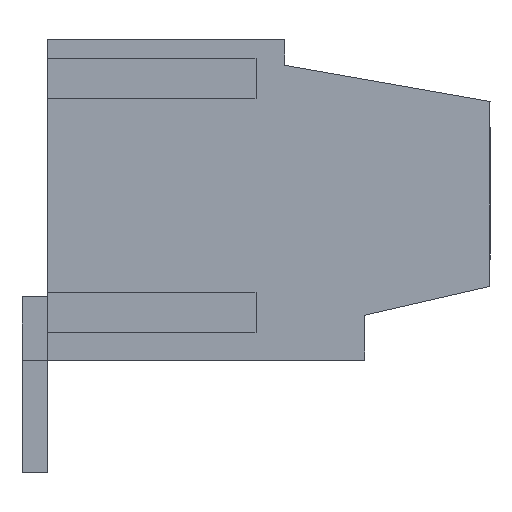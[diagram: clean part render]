
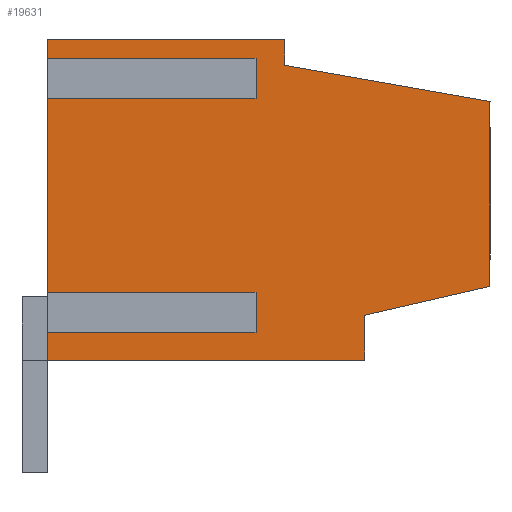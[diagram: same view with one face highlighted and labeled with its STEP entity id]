
A CAD part, left-side view. The second image highlights one B-rep face of the part: STEP entity #19631.
In plain terms, the highlighted planar face has unit normal (-1, 0, 0).
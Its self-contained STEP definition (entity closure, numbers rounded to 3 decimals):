
#19568=AXIS2_PLACEMENT_3D('Plane Axis2P3D',#19565,#19566,#19567) ;
#18526=CARTESIAN_POINT('Vertex',(0.55,13.8,3.5)) ;
#18529=CARTESIAN_POINT('Line Origine',(0.55,13.8,4.097)) ;
#18533=CARTESIAN_POINT('Vertex',(0.55,13.8,4.694)) ;
#18554=CARTESIAN_POINT('Vertex',(0.55,13.8,5.306)) ;
#18557=CARTESIAN_POINT('Line Origine',(0.55,13.8,8.65)) ;
#18561=CARTESIAN_POINT('Vertex',(0.55,13.8,11.994)) ;
#18582=CARTESIAN_POINT('Vertex',(0.55,13.8,12.606)) ;
#18585=CARTESIAN_POINT('Line Origine',(0.55,13.8,13.053)) ;
#18589=CARTESIAN_POINT('Vertex',(0.55,13.8,13.5)) ;
#19037=CARTESIAN_POINT('Line Origine',(0.55,10.1,13.5)) ;
#19041=CARTESIAN_POINT('Vertex',(0.55,6.4,13.5)) ;
#19130=CARTESIAN_POINT('Line Origine',(0.55,6.4,13.1)) ;
#19134=CARTESIAN_POINT('Vertex',(0.55,6.4,12.7)) ;
#19155=CARTESIAN_POINT('Line Origine',(0.55,3.2,12.136)) ;
#19159=CARTESIAN_POINT('Vertex',(0.55,0.,11.572)) ;
#19180=CARTESIAN_POINT('Line Origine',(0.55,0.,8.686)) ;
#19184=CARTESIAN_POINT('Vertex',(0.55,0.,5.8)) ;
#19325=CARTESIAN_POINT('Line Origine',(0.55,1.95,5.35)) ;
#19329=CARTESIAN_POINT('Vertex',(0.55,3.9,4.9)) ;
#19460=CARTESIAN_POINT('Vertex',(0.55,3.9,3.5)) ;
#19463=CARTESIAN_POINT('Line Origine',(0.55,8.85,3.5)) ;
#19565=CARTESIAN_POINT('Axis2P3D Location',(0.55,14.6,0.)) ;
#19570=CARTESIAN_POINT('Line Origine',(0.55,10.55,5.306)) ;
#19574=CARTESIAN_POINT('Vertex',(0.55,7.3,5.306)) ;
#19577=CARTESIAN_POINT('Line Origine',(0.55,7.3,5.)) ;
#19581=CARTESIAN_POINT('Vertex',(0.55,7.3,4.694)) ;
#19584=CARTESIAN_POINT('Line Origine',(0.55,10.55,4.694)) ;
#19589=CARTESIAN_POINT('Line Origine',(0.55,3.9,4.2)) ;
#19594=CARTESIAN_POINT('Line Origine',(0.55,10.55,12.606)) ;
#19598=CARTESIAN_POINT('Vertex',(0.55,7.3,12.606)) ;
#19601=CARTESIAN_POINT('Line Origine',(0.55,7.3,12.3)) ;
#19605=CARTESIAN_POINT('Vertex',(0.55,7.3,11.994)) ;
#19608=CARTESIAN_POINT('Line Origine',(0.55,10.55,11.994)) ;
#18530=DIRECTION('Vector Direction',(0.,0.,-1.)) ;
#18558=DIRECTION('Vector Direction',(0.,0.,-1.)) ;
#18586=DIRECTION('Vector Direction',(0.,0.,-1.)) ;
#19038=DIRECTION('Vector Direction',(0.,1.,0.)) ;
#19131=DIRECTION('Vector Direction',(0.,0.,1.)) ;
#19156=DIRECTION('Vector Direction',(0.,0.985,0.174)) ;
#19181=DIRECTION('Vector Direction',(0.,0.,1.)) ;
#19326=DIRECTION('Vector Direction',(0.,-0.974,0.225)) ;
#19464=DIRECTION('Vector Direction',(0.,-1.,0.)) ;
#19566=DIRECTION('Axis2P3D Direction',(-1.,0.,0.)) ;
#19567=DIRECTION('Axis2P3D XDirection',(0.,1.,0.)) ;
#19571=DIRECTION('Vector Direction',(0.,-1.,0.)) ;
#19578=DIRECTION('Vector Direction',(0.,0.,-1.)) ;
#19585=DIRECTION('Vector Direction',(0.,-1.,0.)) ;
#19590=DIRECTION('Vector Direction',(0.,0.,1.)) ;
#19595=DIRECTION('Vector Direction',(0.,-1.,0.)) ;
#19602=DIRECTION('Vector Direction',(0.,0.,-1.)) ;
#19609=DIRECTION('Vector Direction',(0.,-1.,0.)) ;
#18531=VECTOR('Line Direction',#18530,1.) ;
#18559=VECTOR('Line Direction',#18558,1.) ;
#18587=VECTOR('Line Direction',#18586,1.) ;
#19039=VECTOR('Line Direction',#19038,1.) ;
#19132=VECTOR('Line Direction',#19131,1.) ;
#19157=VECTOR('Line Direction',#19156,1.) ;
#19182=VECTOR('Line Direction',#19181,1.) ;
#19327=VECTOR('Line Direction',#19326,1.) ;
#19465=VECTOR('Line Direction',#19464,1.) ;
#19572=VECTOR('Line Direction',#19571,1.) ;
#19579=VECTOR('Line Direction',#19578,1.) ;
#19586=VECTOR('Line Direction',#19585,1.) ;
#19591=VECTOR('Line Direction',#19590,1.) ;
#19596=VECTOR('Line Direction',#19595,1.) ;
#19603=VECTOR('Line Direction',#19602,1.) ;
#19610=VECTOR('Line Direction',#19609,1.) ;
#19614=ORIENTED_EDGE('',*,*,#18563,.T.) ;
#19615=ORIENTED_EDGE('',*,*,#19576,.T.) ;
#19616=ORIENTED_EDGE('',*,*,#19583,.T.) ;
#19617=ORIENTED_EDGE('',*,*,#19588,.F.) ;
#19618=ORIENTED_EDGE('',*,*,#18535,.T.) ;
#19619=ORIENTED_EDGE('',*,*,#19467,.T.) ;
#19620=ORIENTED_EDGE('',*,*,#19593,.T.) ;
#19621=ORIENTED_EDGE('',*,*,#19331,.T.) ;
#19622=ORIENTED_EDGE('',*,*,#19186,.T.) ;
#19623=ORIENTED_EDGE('',*,*,#19161,.T.) ;
#19624=ORIENTED_EDGE('',*,*,#19136,.T.) ;
#19625=ORIENTED_EDGE('',*,*,#19043,.T.) ;
#19626=ORIENTED_EDGE('',*,*,#18591,.T.) ;
#19627=ORIENTED_EDGE('',*,*,#19600,.T.) ;
#19628=ORIENTED_EDGE('',*,*,#19607,.T.) ;
#19629=ORIENTED_EDGE('',*,*,#19612,.F.) ;
#19631=ADVANCED_FACE('HOUSING',(#19630),#19569,.T.) ;
#18535=EDGE_CURVE('',#18534,#18527,#18532,.T.) ;
#18563=EDGE_CURVE('',#18562,#18555,#18560,.T.) ;
#18591=EDGE_CURVE('',#18590,#18583,#18588,.T.) ;
#19043=EDGE_CURVE('',#19042,#18590,#19040,.T.) ;
#19136=EDGE_CURVE('',#19135,#19042,#19133,.T.) ;
#19161=EDGE_CURVE('',#19160,#19135,#19158,.T.) ;
#19186=EDGE_CURVE('',#19185,#19160,#19183,.T.) ;
#19331=EDGE_CURVE('',#19330,#19185,#19328,.T.) ;
#19467=EDGE_CURVE('',#18527,#19461,#19466,.T.) ;
#19576=EDGE_CURVE('',#18555,#19575,#19573,.T.) ;
#19583=EDGE_CURVE('',#19575,#19582,#19580,.T.) ;
#19588=EDGE_CURVE('',#18534,#19582,#19587,.T.) ;
#19593=EDGE_CURVE('',#19461,#19330,#19592,.T.) ;
#19600=EDGE_CURVE('',#18583,#19599,#19597,.T.) ;
#19607=EDGE_CURVE('',#19599,#19606,#19604,.T.) ;
#19612=EDGE_CURVE('',#18562,#19606,#19611,.T.) ;
#19613=EDGE_LOOP('',(#19614,#19615,#19616,#19617,#19618,#19619,#19620,#19621,#19622,#19623,#19624,#19625,#19626,#19627,#19628,#19629)) ;
#19630=FACE_OUTER_BOUND('',#19613,.T.) ;
#18532=LINE('Line',#18529,#18531) ;
#18560=LINE('Line',#18557,#18559) ;
#18588=LINE('Line',#18585,#18587) ;
#19040=LINE('Line',#19037,#19039) ;
#19133=LINE('Line',#19130,#19132) ;
#19158=LINE('Line',#19155,#19157) ;
#19183=LINE('Line',#19180,#19182) ;
#19328=LINE('Line',#19325,#19327) ;
#19466=LINE('Line',#19463,#19465) ;
#19573=LINE('Line',#19570,#19572) ;
#19580=LINE('Line',#19577,#19579) ;
#19587=LINE('Line',#19584,#19586) ;
#19592=LINE('Line',#19589,#19591) ;
#19597=LINE('Line',#19594,#19596) ;
#19604=LINE('Line',#19601,#19603) ;
#19611=LINE('Line',#19608,#19610) ;
#19569=PLANE('',#19568) ;
#18527=VERTEX_POINT('',#18526) ;
#18534=VERTEX_POINT('',#18533) ;
#18555=VERTEX_POINT('',#18554) ;
#18562=VERTEX_POINT('',#18561) ;
#18583=VERTEX_POINT('',#18582) ;
#18590=VERTEX_POINT('',#18589) ;
#19042=VERTEX_POINT('',#19041) ;
#19135=VERTEX_POINT('',#19134) ;
#19160=VERTEX_POINT('',#19159) ;
#19185=VERTEX_POINT('',#19184) ;
#19330=VERTEX_POINT('',#19329) ;
#19461=VERTEX_POINT('',#19460) ;
#19575=VERTEX_POINT('',#19574) ;
#19582=VERTEX_POINT('',#19581) ;
#19599=VERTEX_POINT('',#19598) ;
#19606=VERTEX_POINT('',#19605) ;
